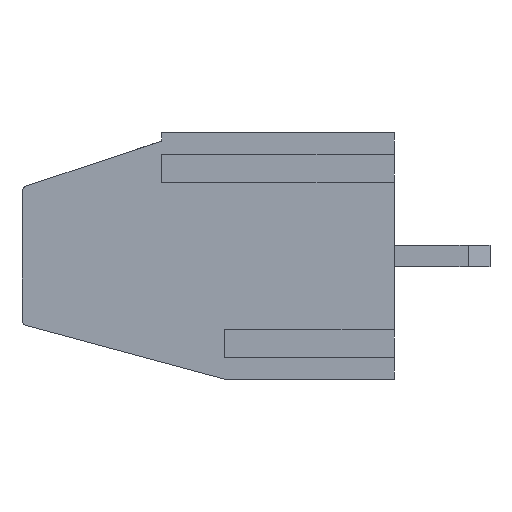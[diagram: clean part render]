
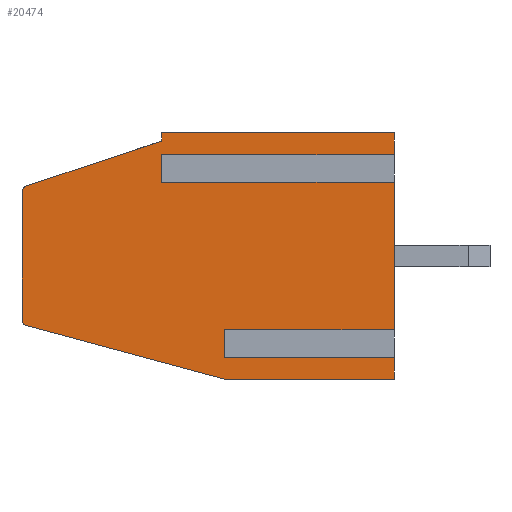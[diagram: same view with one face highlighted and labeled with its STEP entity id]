
A CAD part, left-side view. The second image highlights one B-rep face of the part: STEP entity #20474.
In plain terms, the highlighted planar face has unit normal (-1, 0, 0).
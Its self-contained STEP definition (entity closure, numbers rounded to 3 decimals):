
#269 = CARTESIAN_POINT ( 'NONE',  ( 0., 0., 9. ) ) ;
#506 = ORIENTED_EDGE ( 'NONE', *, *, #28074, .T. ) ;
#658 = LINE ( 'NONE', #31369, #26297 ) ;
#797 = CARTESIAN_POINT ( 'NONE',  ( 0., 13.6, 6.856 ) ) ;
#1001 = EDGE_CURVE ( 'NONE', #33259, #14231, #14126, .T. ) ;
#1075 = ORIENTED_EDGE ( 'NONE', *, *, #29025, .T. ) ;
#1800 = VECTOR ( 'NONE', #3326, 1000. ) ;
#2073 = VECTOR ( 'NONE', #9663, 1000. ) ;
#2392 = VERTEX_POINT ( 'NONE', #10755 ) ;
#2424 = DIRECTION ( 'NONE',  ( 0., 0., -1. ) ) ;
#2468 = ORIENTED_EDGE ( 'NONE', *, *, #23406, .F. ) ;
#2542 = VERTEX_POINT ( 'NONE', #797 ) ;
#2585 = DIRECTION ( 'NONE',  ( 0., -0.949, 0.316 ) ) ;
#2897 = ORIENTED_EDGE ( 'NONE', *, *, #14903, .T. ) ;
#2971 = LINE ( 'NONE', #23153, #18327 ) ;
#3326 = DIRECTION ( 'NONE',  ( 0., 0., 1. ) ) ;
#3760 = CARTESIAN_POINT ( 'NONE',  ( 0., 13.4, 6.856 ) ) ;
#4050 = ORIENTED_EDGE ( 'NONE', *, *, #27301, .F. ) ;
#4532 = DIRECTION ( 'NONE',  ( 0., -1., 0. ) ) ;
#4637 = DIRECTION ( 'NONE',  ( 1., 0., 0. ) ) ;
#4829 = LINE ( 'NONE', #27764, #30102 ) ;
#4921 = CARTESIAN_POINT ( 'NONE',  ( 0., 8.5, 8.7 ) ) ;
#5113 = DIRECTION ( 'NONE',  ( 0., -1., 0. ) ) ;
#5166 = ORIENTED_EDGE ( 'NONE', *, *, #21903, .F. ) ;
#5551 = LINE ( 'NONE', #19607, #11754 ) ;
#5859 = EDGE_CURVE ( 'NONE', #35491, #35206, #6483, .T. ) ;
#6084 = DIRECTION ( 'NONE',  ( 0., 0., 1. ) ) ;
#6315 = VECTOR ( 'NONE', #2585, 1000. ) ;
#6338 = EDGE_LOOP ( 'NONE', ( #5166, #16568, #27624, #10836, #2468, #36125, #17640, #17164, #26443, #15279, #506, #1075, #11880, #4050, #29382, #2897, #34438, #33502 ) ) ;
#6483 = CIRCLE ( 'NONE', #15957, 0.2 ) ;
#6611 = VECTOR ( 'NONE', #19840, 1000. ) ;
#6717 = VECTOR ( 'NONE', #6898, 1000. ) ;
#6802 = DIRECTION ( 'NONE',  ( 0., 0., 1. ) ) ;
#6898 = DIRECTION ( 'NONE',  ( 0., -1., 0. ) ) ;
#7956 = PLANE ( 'NONE',  #33961 ) ;
#7978 = CARTESIAN_POINT ( 'NONE',  ( 0., 0., 7.993 ) ) ;
#8396 = CARTESIAN_POINT ( 'NONE',  ( 0., 8.5, 9. ) ) ;
#9291 = VERTEX_POINT ( 'NONE', #36039 ) ;
#9454 = CARTESIAN_POINT ( 'NONE',  ( 0., 0., 9. ) ) ;
#9488 = EDGE_CURVE ( 'NONE', #2392, #26527, #33208, .T. ) ;
#9663 = DIRECTION ( 'NONE',  ( 0., 0.965, 0.261 ) ) ;
#9846 = CARTESIAN_POINT ( 'NONE',  ( 0., 13.6, 9. ) ) ;
#10755 = CARTESIAN_POINT ( 'NONE',  ( 0., 8.5, 7.993 ) ) ;
#10836 = ORIENTED_EDGE ( 'NONE', *, *, #5859, .T. ) ;
#11754 = VECTOR ( 'NONE', #34391, 1000. ) ;
#11880 = ORIENTED_EDGE ( 'NONE', *, *, #24043, .F. ) ;
#12910 = FACE_OUTER_BOUND ( 'NONE', #6338, .T. ) ;
#13295 = CARTESIAN_POINT ( 'NONE',  ( 0., 13.6, 9. ) ) ;
#13801 = VECTOR ( 'NONE', #16591, 1000. ) ;
#13951 = CARTESIAN_POINT ( 'NONE',  ( 0., 13.4, 2.153 ) ) ;
#14027 = CARTESIAN_POINT ( 'NONE',  ( 0., 13.6, 7. ) ) ;
#14126 = LINE ( 'NONE', #25271, #17483 ) ;
#14133 = LINE ( 'NONE', #36206, #27752 ) ;
#14231 = VERTEX_POINT ( 'NONE', #18228 ) ;
#14766 = LINE ( 'NONE', #17734, #1800 ) ;
#14903 = EDGE_CURVE ( 'NONE', #26527, #33547, #5551, .T. ) ;
#15279 = ORIENTED_EDGE ( 'NONE', *, *, #34675, .T. ) ;
#15297 = LINE ( 'NONE', #35119, #23516 ) ;
#15469 = VERTEX_POINT ( 'NONE', #26757 ) ;
#15957 = AXIS2_PLACEMENT_3D ( 'NONE', #13951, #25099, #16548 ) ;
#16335 = CARTESIAN_POINT ( 'NONE',  ( 0., 13.452, 1.96 ) ) ;
#16538 = EDGE_CURVE ( 'NONE', #14231, #27827, #22106, .T. ) ;
#16548 = DIRECTION ( 'NONE',  ( 0., 0., -1. ) ) ;
#16568 = ORIENTED_EDGE ( 'NONE', *, *, #34443, .T. ) ;
#16579 = LINE ( 'NONE', #22368, #33610 ) ;
#16591 = DIRECTION ( 'NONE',  ( 0., 0., 1. ) ) ;
#17164 = ORIENTED_EDGE ( 'NONE', *, *, #16538, .T. ) ;
#17483 = VECTOR ( 'NONE', #25462, 1000. ) ;
#17640 = ORIENTED_EDGE ( 'NONE', *, *, #1001, .T. ) ;
#17734 = CARTESIAN_POINT ( 'NONE',  ( 0., 0., 9. ) ) ;
#18228 = CARTESIAN_POINT ( 'NONE',  ( 0., 0., 0. ) ) ;
#18327 = VECTOR ( 'NONE', #6084, 1000. ) ;
#18743 = LINE ( 'NONE', #9846, #6717 ) ;
#18896 = AXIS2_PLACEMENT_3D ( 'NONE', #3760, #34843, #27231 ) ;
#19156 = CARTESIAN_POINT ( 'NONE',  ( 0., 8.5, 7.407 ) ) ;
#19193 = CARTESIAN_POINT ( 'NONE',  ( 0., 6.2, 0. ) ) ;
#19483 = EDGE_CURVE ( 'NONE', #35450, #33547, #18743, .T. ) ;
#19607 = CARTESIAN_POINT ( 'NONE',  ( 0., 0., 9. ) ) ;
#19670 = CARTESIAN_POINT ( 'NONE',  ( 0., 13.6, 2.153 ) ) ;
#19840 = DIRECTION ( 'NONE',  ( 0., 0., 1. ) ) ;
#20474 = ADVANCED_FACE ( 'NONE', ( #12910 ), #7956, .F. ) ;
#20504 = VERTEX_POINT ( 'NONE', #21881 ) ;
#21497 = CARTESIAN_POINT ( 'NONE',  ( 0., 0., 1.593 ) ) ;
#21881 = CARTESIAN_POINT ( 'NONE',  ( 0., 6.2, 0. ) ) ;
#21903 = EDGE_CURVE ( 'NONE', #26361, #25398, #33490, .T. ) ;
#22106 = LINE ( 'NONE', #269, #6611 ) ;
#22368 = CARTESIAN_POINT ( 'NONE',  ( 0., 6.2, 1.593 ) ) ;
#22609 = EDGE_CURVE ( 'NONE', #35491, #2542, #22742, .T. ) ;
#22742 = LINE ( 'NONE', #33807, #13801 ) ;
#22842 = VECTOR ( 'NONE', #4532, 1000. ) ;
#23153 = CARTESIAN_POINT ( 'NONE',  ( 0., 6.2, 1.007 ) ) ;
#23243 = DIRECTION ( 'NONE',  ( 0., -1., 0. ) ) ;
#23402 = LINE ( 'NONE', #23592, #2073 ) ;
#23406 = EDGE_CURVE ( 'NONE', #20504, #35206, #23402, .T. ) ;
#23516 = VECTOR ( 'NONE', #6802, 1000. ) ;
#23592 = CARTESIAN_POINT ( 'NONE',  ( 0., 13.6, 2. ) ) ;
#24043 = EDGE_CURVE ( 'NONE', #31323, #24896, #658, .T. ) ;
#24896 = VERTEX_POINT ( 'NONE', #27005 ) ;
#24914 = CARTESIAN_POINT ( 'NONE',  ( 0., 8.5, 8.7 ) ) ;
#25099 = DIRECTION ( 'NONE',  ( -1., 0., 0. ) ) ;
#25271 = CARTESIAN_POINT ( 'NONE',  ( 0., 13.6, 0. ) ) ;
#25398 = VERTEX_POINT ( 'NONE', #24914 ) ;
#25462 = DIRECTION ( 'NONE',  ( 0., -1., 0. ) ) ;
#26297 = VECTOR ( 'NONE', #23243, 1000. ) ;
#26361 = VERTEX_POINT ( 'NONE', #34506 ) ;
#26443 = ORIENTED_EDGE ( 'NONE', *, *, #32623, .F. ) ;
#26527 = VERTEX_POINT ( 'NONE', #7978 ) ;
#26757 = CARTESIAN_POINT ( 'NONE',  ( 0., 6.2, 1.593 ) ) ;
#27005 = CARTESIAN_POINT ( 'NONE',  ( 0., 0., 7.407 ) ) ;
#27231 = DIRECTION ( 'NONE',  ( 0., 0., -1. ) ) ;
#27301 = EDGE_CURVE ( 'NONE', #2392, #31323, #4829, .T. ) ;
#27450 = EDGE_CURVE ( 'NONE', #33259, #20504, #15297, .T. ) ;
#27624 = ORIENTED_EDGE ( 'NONE', *, *, #22609, .F. ) ;
#27752 = VECTOR ( 'NONE', #5113, 1000. ) ;
#27764 = CARTESIAN_POINT ( 'NONE',  ( 0., 8.5, 7.993 ) ) ;
#27827 = VERTEX_POINT ( 'NONE', #34093 ) ;
#27845 = CARTESIAN_POINT ( 'NONE',  ( 0., 8.5, 7.993 ) ) ;
#28074 = EDGE_CURVE ( 'NONE', #15469, #33802, #16579, .T. ) ;
#29025 = EDGE_CURVE ( 'NONE', #33802, #24896, #14766, .T. ) ;
#29382 = ORIENTED_EDGE ( 'NONE', *, *, #9488, .T. ) ;
#30102 = VECTOR ( 'NONE', #2424, 1000. ) ;
#30275 = LINE ( 'NONE', #4921, #33261 ) ;
#30453 = DIRECTION ( 'NONE',  ( 0., 0., 1. ) ) ;
#31279 = EDGE_CURVE ( 'NONE', #25398, #35450, #30275, .T. ) ;
#31323 = VERTEX_POINT ( 'NONE', #19156 ) ;
#31369 = CARTESIAN_POINT ( 'NONE',  ( 0., 8.5, 7.407 ) ) ;
#32495 = CIRCLE ( 'NONE', #18896, 0.2 ) ;
#32623 = EDGE_CURVE ( 'NONE', #9291, #27827, #14133, .T. ) ;
#33208 = LINE ( 'NONE', #27845, #22842 ) ;
#33259 = VERTEX_POINT ( 'NONE', #19193 ) ;
#33261 = VECTOR ( 'NONE', #30453, 1000. ) ;
#33490 = LINE ( 'NONE', #14027, #6315 ) ;
#33502 = ORIENTED_EDGE ( 'NONE', *, *, #31279, .F. ) ;
#33547 = VERTEX_POINT ( 'NONE', #9454 ) ;
#33610 = VECTOR ( 'NONE', #33622, 1000. ) ;
#33622 = DIRECTION ( 'NONE',  ( 0., -1., 0. ) ) ;
#33802 = VERTEX_POINT ( 'NONE', #21497 ) ;
#33807 = CARTESIAN_POINT ( 'NONE',  ( 0., 13.6, 9. ) ) ;
#33961 = AXIS2_PLACEMENT_3D ( 'NONE', #13295, #4637, #36105 ) ;
#34093 = CARTESIAN_POINT ( 'NONE',  ( 0., 0., 1.007 ) ) ;
#34391 = DIRECTION ( 'NONE',  ( 0., 0., 1. ) ) ;
#34438 = ORIENTED_EDGE ( 'NONE', *, *, #19483, .F. ) ;
#34443 = EDGE_CURVE ( 'NONE', #26361, #2542, #32495, .T. ) ;
#34506 = CARTESIAN_POINT ( 'NONE',  ( 0., 13.463, 7.046 ) ) ;
#34675 = EDGE_CURVE ( 'NONE', #9291, #15469, #2971, .T. ) ;
#34843 = DIRECTION ( 'NONE',  ( -1., 0., 0. ) ) ;
#35119 = CARTESIAN_POINT ( 'NONE',  ( 0., 6.2, 0. ) ) ;
#35206 = VERTEX_POINT ( 'NONE', #16335 ) ;
#35450 = VERTEX_POINT ( 'NONE', #8396 ) ;
#35491 = VERTEX_POINT ( 'NONE', #19670 ) ;
#36039 = CARTESIAN_POINT ( 'NONE',  ( 0., 6.2, 1.007 ) ) ;
#36105 = DIRECTION ( 'NONE',  ( 0., 0., -1. ) ) ;
#36125 = ORIENTED_EDGE ( 'NONE', *, *, #27450, .F. ) ;
#36206 = CARTESIAN_POINT ( 'NONE',  ( 0., 6.2, 1.007 ) ) ;
